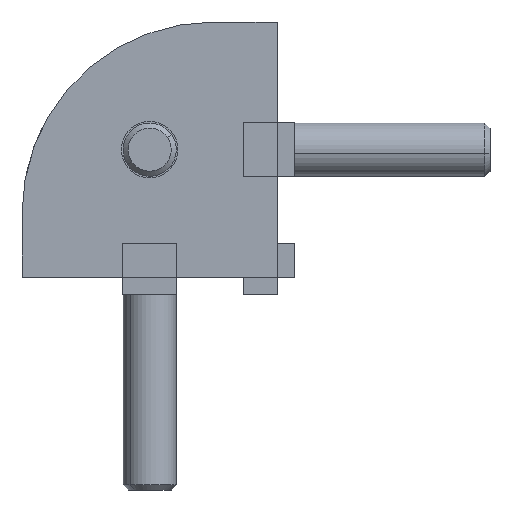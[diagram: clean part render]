
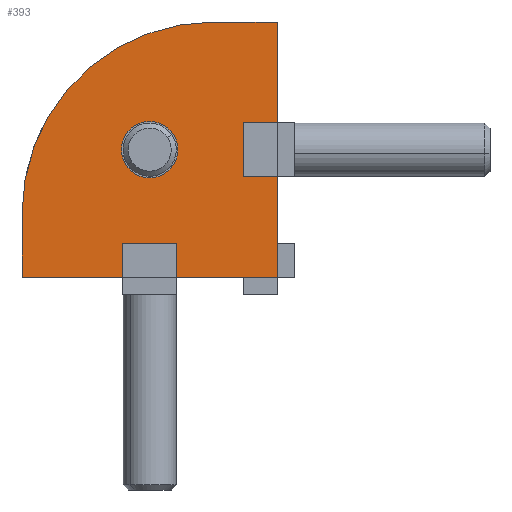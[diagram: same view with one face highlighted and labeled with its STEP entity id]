
A CAD part, left-side view. The second image highlights one B-rep face of the part: STEP entity #393.
In plain terms, the highlighted planar face has unit normal (-1, 0, 0).
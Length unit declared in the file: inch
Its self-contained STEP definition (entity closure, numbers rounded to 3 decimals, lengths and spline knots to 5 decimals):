
#79 = EDGE_CURVE ( 'NONE', #2950, #415, #1453, .T. ) ;
#97 = VERTEX_POINT ( 'NONE', #1590 ) ;
#126 = EDGE_CURVE ( 'NONE', #97, #2838, #1829, .T. ) ;
#141 = VERTEX_POINT ( 'NONE', #1946 ) ;
#170 = ORIENTED_EDGE ( 'NONE', *, *, #126, .F. ) ;
#194 = ORIENTED_EDGE ( 'NONE', *, *, #1587, .F. ) ;
#220 = EDGE_LOOP ( 'NONE', ( #170, #2944, #194, #252, #370, #321, #520, #422, #328, #280, #2841, #1856, #1009 ) ) ;
#228 = VERTEX_POINT ( 'NONE', #2340 ) ;
#239 = EDGE_CURVE ( 'NONE', #426, #141, #2374, .T. ) ;
#244 = ORIENTED_EDGE ( 'NONE', *, *, #502, .T. ) ;
#248 = EDGE_CURVE ( 'NONE', #228, #415, #879, .T. ) ;
#252 = ORIENTED_EDGE ( 'NONE', *, *, #239, .T. ) ;
#280 = ORIENTED_EDGE ( 'NONE', *, *, #248, .F. ) ;
#290 = EDGE_CURVE ( 'NONE', #457, #478, #1342, .T. ) ;
#307 = VERTEX_POINT ( 'NONE', #1514 ) ;
#319 = ORIENTED_EDGE ( 'NONE', *, *, #290, .T. ) ;
#321 = ORIENTED_EDGE ( 'NONE', *, *, #974, .F. ) ;
#328 = ORIENTED_EDGE ( 'NONE', *, *, #79, .T. ) ;
#366 = EDGE_LOOP ( 'NONE', ( #319, #244 ) ) ;
#369 = VERTEX_POINT ( 'NONE', #1957 ) ;
#370 = ORIENTED_EDGE ( 'NONE', *, *, #390, .F. ) ;
#374 = EDGE_CURVE ( 'NONE', #467, #2950, #540, .T. ) ;
#390 = EDGE_CURVE ( 'NONE', #369, #141, #577, .T. ) ;
#393 = ADVANCED_FACE ( 'NONE', ( #589, #590 ), #591, .T. ) ;
#415 = VERTEX_POINT ( 'NONE', #668 ) ;
#422 = ORIENTED_EDGE ( 'NONE', *, *, #374, .T. ) ;
#426 = VERTEX_POINT ( 'NONE', #701 ) ;
#457 = VERTEX_POINT ( 'NONE', #864 ) ;
#467 = VERTEX_POINT ( 'NONE', #916 ) ;
#478 = VERTEX_POINT ( 'NONE', #1090 ) ;
#490 = EDGE_CURVE ( 'NONE', #467, #835, #1181, .T. ) ;
#502 = EDGE_CURVE ( 'NONE', #478, #457, #1324, .T. ) ;
#520 = ORIENTED_EDGE ( 'NONE', *, *, #490, .F. ) ;
#540 = LINE ( 'NONE', #541, #542 ) ;
#541 = CARTESIAN_POINT ( 'NONE',  ( 0., 0., -1.5 ) ) ;
#542 = VECTOR ( 'NONE', #543, 39.37008 ) ;
#543 = DIRECTION ( 'NONE',  ( 0., -1., 0. ) ) ;
#577 = LINE ( 'NONE', #578, #579 ) ;
#578 = CARTESIAN_POINT ( 'NONE',  ( 0., 0.91, -1.5 ) ) ;
#579 = VECTOR ( 'NONE', #580, 39.37008 ) ;
#580 = DIRECTION ( 'NONE',  ( 0., 0., -1. ) ) ;
#589 = FACE_BOUND ( 'NONE', #366, .T. ) ;
#590 = FACE_OUTER_BOUND ( 'NONE', #220, .T. ) ;
#591 = PLANE ( 'NONE',  #592 ) ;
#592 = AXIS2_PLACEMENT_3D ( 'NONE', #593, #594, #595 ) ;
#593 = CARTESIAN_POINT ( 'NONE',  ( 0., 0., -1.5 ) ) ;
#594 = DIRECTION ( 'NONE',  ( -1., 0., 0. ) ) ;
#595 = DIRECTION ( 'NONE',  ( 0., 0., 1. ) ) ;
#668 = CARTESIAN_POINT ( 'NONE',  ( 0., 0., -0.91 ) ) ;
#701 = CARTESIAN_POINT ( 'NONE',  ( 0., 1.5, -1.5 ) ) ;
#743 = CARTESIAN_POINT ( 'NONE',  ( 0., 1.5, -1.125 ) ) ;
#835 = VERTEX_POINT ( 'NONE', #1833 ) ;
#840 = CIRCLE ( 'NONE', #841, 1.125 ) ;
#841 = AXIS2_PLACEMENT_3D ( 'NONE', #842, #843, #844 ) ;
#842 = CARTESIAN_POINT ( 'NONE',  ( 0., 0.375, -1.125 ) ) ;
#843 = DIRECTION ( 'NONE',  ( -1., 0., 0. ) ) ;
#844 = DIRECTION ( 'NONE',  ( 0., 0., 1. ) ) ;
#864 = CARTESIAN_POINT ( 'NONE',  ( 0., 0.75, -0.916 ) ) ;
#879 = LINE ( 'NONE', #880, #881 ) ;
#880 = CARTESIAN_POINT ( 'NONE',  ( 0., 0., -0.91 ) ) ;
#881 = VECTOR ( 'NONE', #882, 39.37008 ) ;
#882 = DIRECTION ( 'NONE',  ( 0., -1., 0. ) ) ;
#916 = CARTESIAN_POINT ( 'NONE',  ( 0., 0.59, -1.5 ) ) ;
#938 = LINE ( 'NONE', #939, #940 ) ;
#939 = CARTESIAN_POINT ( 'NONE',  ( 0., 0., -1.5 ) ) ;
#940 = VECTOR ( 'NONE', #941, 39.37008 ) ;
#941 = DIRECTION ( 'NONE',  ( 0., 0., 1. ) ) ;
#974 = EDGE_CURVE ( 'NONE', #835, #369, #1936, .T. ) ;
#1009 = ORIENTED_EDGE ( 'NONE', *, *, #2048, .T. ) ;
#1090 = CARTESIAN_POINT ( 'NONE',  ( 0., 0.75, -0.584 ) ) ;
#1181 = LINE ( 'NONE', #1182, #1183 ) ;
#1182 = CARTESIAN_POINT ( 'NONE',  ( 0., 0.59, -1.5 ) ) ;
#1183 = VECTOR ( 'NONE', #1184, 39.37008 ) ;
#1184 = DIRECTION ( 'NONE',  ( 0., 0., 1. ) ) ;
#1293 = CARTESIAN_POINT ( 'NONE',  ( 0., 0.2, -0.59 ) ) ;
#1295 = CARTESIAN_POINT ( 'NONE',  ( 0., 0., -1.5 ) ) ;
#1324 = CIRCLE ( 'NONE', #1325, 0.166 ) ;
#1325 = AXIS2_PLACEMENT_3D ( 'NONE', #1326, #1327, #1328 ) ;
#1326 = CARTESIAN_POINT ( 'NONE',  ( 0., 0.75, -0.75 ) ) ;
#1327 = DIRECTION ( 'NONE',  ( 1., 0., 0. ) ) ;
#1328 = DIRECTION ( 'NONE',  ( 0., 0., -1. ) ) ;
#1342 = CIRCLE ( 'NONE', #1343, 0.166 ) ;
#1343 = AXIS2_PLACEMENT_3D ( 'NONE', #1344, #1345, #1346 ) ;
#1344 = CARTESIAN_POINT ( 'NONE',  ( 0., 0.75, -0.75 ) ) ;
#1345 = DIRECTION ( 'NONE',  ( 1., 0., 0. ) ) ;
#1346 = DIRECTION ( 'NONE',  ( 0., 0., -1. ) ) ;
#1431 = LINE ( 'NONE', #1432, #1433 ) ;
#1432 = CARTESIAN_POINT ( 'NONE',  ( 0., 0.2, -0.91 ) ) ;
#1433 = VECTOR ( 'NONE', #1434, 39.37008 ) ;
#1434 = DIRECTION ( 'NONE',  ( 0., 0., -1. ) ) ;
#1453 = LINE ( 'NONE', #1454, #1455 ) ;
#1454 = CARTESIAN_POINT ( 'NONE',  ( 0., 0., -1.5 ) ) ;
#1455 = VECTOR ( 'NONE', #1456, 39.37008 ) ;
#1456 = DIRECTION ( 'NONE',  ( 0., 0., 1. ) ) ;
#1498 = EDGE_CURVE ( 'NONE', #307, #2346, #2243, .T. ) ;
#1514 = CARTESIAN_POINT ( 'NONE',  ( 0., 0., -0.59 ) ) ;
#1587 = EDGE_CURVE ( 'NONE', #426, #2914, #2290, .T. ) ;
#1590 = CARTESIAN_POINT ( 'NONE',  ( 0., 0.375, 0. ) ) ;
#1651 = CARTESIAN_POINT ( 'NONE',  ( 0., 0., 0. ) ) ;
#1829 = LINE ( 'NONE', #1830, #1831 ) ;
#1830 = CARTESIAN_POINT ( 'NONE',  ( 0., 0., 0. ) ) ;
#1831 = VECTOR ( 'NONE', #1832, 39.37008 ) ;
#1832 = DIRECTION ( 'NONE',  ( 0., -1., 0. ) ) ;
#1833 = CARTESIAN_POINT ( 'NONE',  ( 0., 0.59, -1.3 ) ) ;
#1856 = ORIENTED_EDGE ( 'NONE', *, *, #1498, .F. ) ;
#1936 = LINE ( 'NONE', #1937, #1938 ) ;
#1937 = CARTESIAN_POINT ( 'NONE',  ( 0., 0.59, -1.3 ) ) ;
#1938 = VECTOR ( 'NONE', #1939, 39.37008 ) ;
#1939 = DIRECTION ( 'NONE',  ( 0., 1., 0. ) ) ;
#1946 = CARTESIAN_POINT ( 'NONE',  ( 0., 0.91, -1.5 ) ) ;
#1957 = CARTESIAN_POINT ( 'NONE',  ( 0., 0.91, -1.3 ) ) ;
#2048 = EDGE_CURVE ( 'NONE', #307, #2838, #938, .T. ) ;
#2243 = LINE ( 'NONE', #2244, #2245 ) ;
#2244 = CARTESIAN_POINT ( 'NONE',  ( 0., 0., -0.59 ) ) ;
#2245 = VECTOR ( 'NONE', #2246, 39.37008 ) ;
#2246 = DIRECTION ( 'NONE',  ( 0., 1., 0. ) ) ;
#2290 = LINE ( 'NONE', #2291, #2292 ) ;
#2291 = CARTESIAN_POINT ( 'NONE',  ( 0., 1.5, -1.5 ) ) ;
#2292 = VECTOR ( 'NONE', #2295, 39.37008 ) ;
#2295 = DIRECTION ( 'NONE',  ( 0., 0., 1. ) ) ;
#2340 = CARTESIAN_POINT ( 'NONE',  ( 0., 0.2, -0.91 ) ) ;
#2346 = VERTEX_POINT ( 'NONE', #1293 ) ;
#2374 = LINE ( 'NONE', #2375, #2376 ) ;
#2375 = CARTESIAN_POINT ( 'NONE',  ( 0., 0., -1.5 ) ) ;
#2376 = VECTOR ( 'NONE', #2377, 39.37008 ) ;
#2377 = DIRECTION ( 'NONE',  ( 0., -1., 0. ) ) ;
#2559 = EDGE_CURVE ( 'NONE', #2346, #228, #1431, .T. ) ;
#2838 = VERTEX_POINT ( 'NONE', #1651 ) ;
#2841 = ORIENTED_EDGE ( 'NONE', *, *, #2559, .F. ) ;
#2914 = VERTEX_POINT ( 'NONE', #743 ) ;
#2924 = EDGE_CURVE ( 'NONE', #97, #2914, #840, .T. ) ;
#2944 = ORIENTED_EDGE ( 'NONE', *, *, #2924, .T. ) ;
#2950 = VERTEX_POINT ( 'NONE', #1295 ) ;
